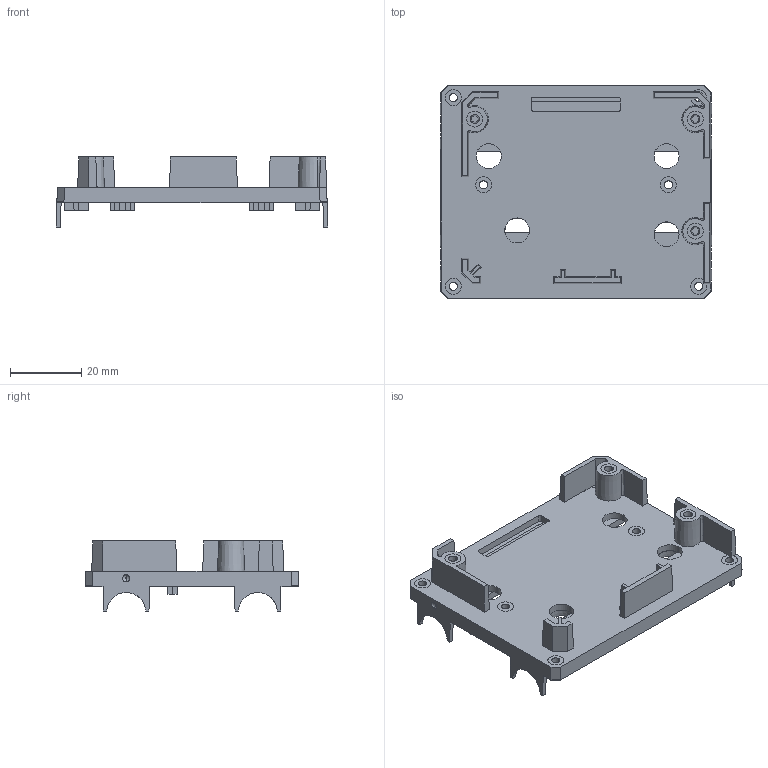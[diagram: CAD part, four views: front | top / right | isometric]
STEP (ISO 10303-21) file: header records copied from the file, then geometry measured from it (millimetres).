
FILE_DESCRIPTION (( 'STEP AP214' ), '1' );
FILE_NAME ('JXHSV06P-08013-d Sliding Seat Cover Plate.step', '2023-06-08T06:50:07', ( '微软用户' ), ( '微软中国' ), 'SwSTEP 2.0', 'SolidWorks 2020', '' );
FILE_SCHEMA (( 'AUTOMOTIVE_DESIGN' ));
Length unit declared in the file: millimetre
Products named in the file (1): JXHSV06P-08013-d Sliding Seat Cover Plate
Bounding box: 76.48 x 60 x 19.69 mm (x, y, z)
Volume: 14837.4 mm3; surface area: 16312.3 mm2
Topology: 4 solids, 4 shells, 533 faces, 1372 edges, 872 vertices
Faces by surface type: plane 424, cylinder 84, cone 17, bspline 6, torus 2
Entity records: 16672 total; most frequent: CARTESIAN_POINT 3337, ORIENTED_EDGE 2744, DIRECTION 2457, EDGE_CURVE 1372, VECTOR 1063, LINE 1063, VERTEX_POINT 872, AXIS2_PLACEMENT_3D 697
